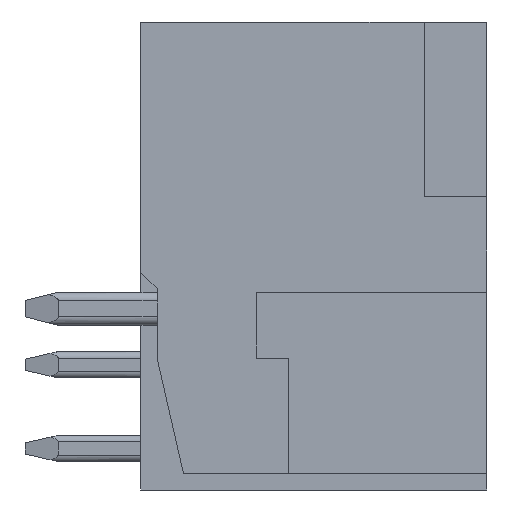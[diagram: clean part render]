
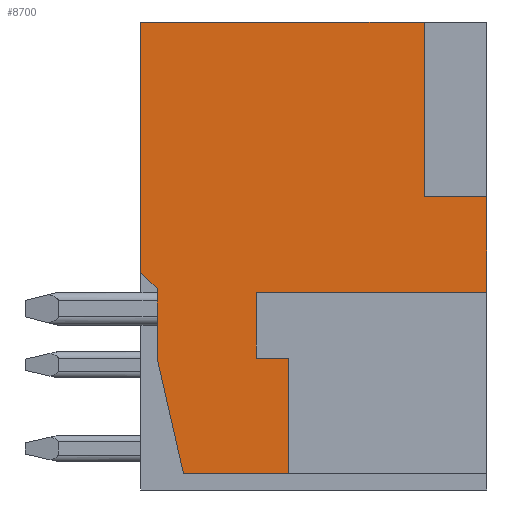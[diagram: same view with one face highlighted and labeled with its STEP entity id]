
A CAD part, front view. The second image highlights one B-rep face of the part: STEP entity #8700.
In plain terms, the highlighted planar face has unit normal (0, -1, 0).
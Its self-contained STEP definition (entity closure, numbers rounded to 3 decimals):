
#122=DIRECTION('',(1.,0.,0.));
#123=VECTOR('',#122,7.);
#124=CARTESIAN_POINT('',(-1.75,-15.21,-1.1));
#125=LINE('',#124,#123);
#602=DIRECTION('',(0.223,0.,-0.975));
#603=VECTOR('',#602,3.59);
#604=CARTESIAN_POINT('',(-4.75,-15.21,-3.1));
#605=LINE('',#604,#603);
#606=DIRECTION('',(0.,0.,1.));
#607=VECTOR('',#606,2.1);
#608=CARTESIAN_POINT('',(-4.75,-15.21,-3.1));
#609=LINE('',#608,#607);
#610=DIRECTION('',(0.707,0.,-0.707));
#611=VECTOR('',#610,0.707);
#612=CARTESIAN_POINT('',(-5.25,-15.21,-0.5));
#613=LINE('',#612,#611);
#614=DIRECTION('',(0.,0.,-1.));
#615=VECTOR('',#614,7.6);
#616=CARTESIAN_POINT('',(-5.25,-15.21,7.1));
#617=LINE('',#616,#615);
#618=DIRECTION('',(-1.,0.,0.));
#619=VECTOR('',#618,8.6);
#620=CARTESIAN_POINT('',(3.35,-15.21,7.1));
#621=LINE('',#620,#619);
#622=DIRECTION('',(0.,0.,-1.));
#623=VECTOR('',#622,5.3);
#624=CARTESIAN_POINT('',(3.35,-15.21,7.1));
#625=LINE('',#624,#623);
#626=DIRECTION('',(-1.,0.,0.));
#627=VECTOR('',#626,1.9);
#628=CARTESIAN_POINT('',(5.25,-15.21,1.8));
#629=LINE('',#628,#627);
#630=DIRECTION('',(0.,0.,1.));
#631=VECTOR('',#630,2.9);
#632=CARTESIAN_POINT('',(5.25,-15.21,-1.1));
#633=LINE('',#632,#631);
#634=DIRECTION('',(0.,0.,-1.));
#635=VECTOR('',#634,2.);
#636=CARTESIAN_POINT('',(-1.75,-15.21,-1.1));
#637=LINE('',#636,#635);
#638=DIRECTION('',(1.,0.,0.));
#639=VECTOR('',#638,1.);
#640=CARTESIAN_POINT('',(-1.75,-15.21,-3.1));
#641=LINE('',#640,#639);
#642=DIRECTION('',(0.,0.,1.));
#643=VECTOR('',#642,3.5);
#644=CARTESIAN_POINT('',(-0.75,-15.21,-6.6));
#645=LINE('',#644,#643);
#646=DIRECTION('',(1.,0.,0.));
#647=VECTOR('',#646,3.2);
#648=CARTESIAN_POINT('',(-3.95,-15.21,-6.6));
#649=LINE('',#648,#647);
#6455=CARTESIAN_POINT('',(-5.25,-15.21,7.1));
#6457=VERTEX_POINT('',#6455);
#6485=CARTESIAN_POINT('',(3.35,-15.21,7.1));
#6486=VERTEX_POINT('',#6485);
#6487=CARTESIAN_POINT('',(5.25,-15.21,1.8));
#6489=VERTEX_POINT('',#6487);
#6497=CARTESIAN_POINT('',(3.35,-15.21,1.8));
#6498=VERTEX_POINT('',#6497);
#6537=CARTESIAN_POINT('',(5.25,-15.21,-1.1));
#6538=VERTEX_POINT('',#6537);
#6543=CARTESIAN_POINT('',(-1.75,-15.21,-3.1));
#6544=CARTESIAN_POINT('',(-0.75,-15.21,-3.1));
#6545=VERTEX_POINT('',#6543);
#6546=VERTEX_POINT('',#6544);
#6549=CARTESIAN_POINT('',(-0.75,-15.21,-6.6));
#6550=VERTEX_POINT('',#6549);
#6551=CARTESIAN_POINT('',(-1.75,-15.21,-1.1));
#6552=VERTEX_POINT('',#6551);
#6555=CARTESIAN_POINT('',(-5.25,-15.21,-0.5));
#6556=CARTESIAN_POINT('',(-4.75,-15.21,-1.));
#6557=VERTEX_POINT('',#6555);
#6558=VERTEX_POINT('',#6556);
#6571=CARTESIAN_POINT('',(-4.75,-15.21,-3.1));
#6572=CARTESIAN_POINT('',(-3.95,-15.21,-6.6));
#6573=VERTEX_POINT('',#6571);
#6574=VERTEX_POINT('',#6572);
#8672=CARTESIAN_POINT('',(0.,-15.21,0.));
#8673=DIRECTION('',(0.,-1.,0.));
#8674=DIRECTION('',(1.,0.,0.));
#8675=AXIS2_PLACEMENT_3D('',#8672,#8673,#8674);
#8676=PLANE('',#8675);
#8677=ORIENTED_EDGE('',*,*,#8663,.F.);
#8678=ORIENTED_EDGE('',*,*,#8603,.T.);
#8680=ORIENTED_EDGE('',*,*,#8679,.F.);
#8682=ORIENTED_EDGE('',*,*,#8681,.F.);
#8684=ORIENTED_EDGE('',*,*,#8683,.F.);
#8686=ORIENTED_EDGE('',*,*,#8685,.T.);
#8688=ORIENTED_EDGE('',*,*,#8687,.F.);
#8690=ORIENTED_EDGE('',*,*,#8689,.F.);
#8691=ORIENTED_EDGE('',*,*,#8104,.F.);
#8692=ORIENTED_EDGE('',*,*,#8162,.T.);
#8694=ORIENTED_EDGE('',*,*,#8693,.T.);
#8696=ORIENTED_EDGE('',*,*,#8695,.F.);
#8697=ORIENTED_EDGE('',*,*,#8285,.F.);
#8698=EDGE_LOOP('',(#8677,#8678,#8680,#8682,#8684,#8686,#8688,#8690,#8691,#8692,
#8694,#8696,#8697));
#8699=FACE_OUTER_BOUND('',#8698,.F.);
#8700=ADVANCED_FACE('',(#8699),#8676,.T.);
#8104=EDGE_CURVE('',#6552,#6538,#125,.T.);
#8162=EDGE_CURVE('',#6552,#6545,#637,.T.);
#8285=EDGE_CURVE('',#6574,#6550,#649,.T.);
#8603=EDGE_CURVE('',#6573,#6558,#609,.T.);
#8663=EDGE_CURVE('',#6573,#6574,#605,.T.);
#8679=EDGE_CURVE('',#6557,#6558,#613,.T.);
#8681=EDGE_CURVE('',#6457,#6557,#617,.T.);
#8683=EDGE_CURVE('',#6486,#6457,#621,.T.);
#8685=EDGE_CURVE('',#6486,#6498,#625,.T.);
#8687=EDGE_CURVE('',#6489,#6498,#629,.T.);
#8689=EDGE_CURVE('',#6538,#6489,#633,.T.);
#8693=EDGE_CURVE('',#6545,#6546,#641,.T.);
#8695=EDGE_CURVE('',#6550,#6546,#645,.T.);
